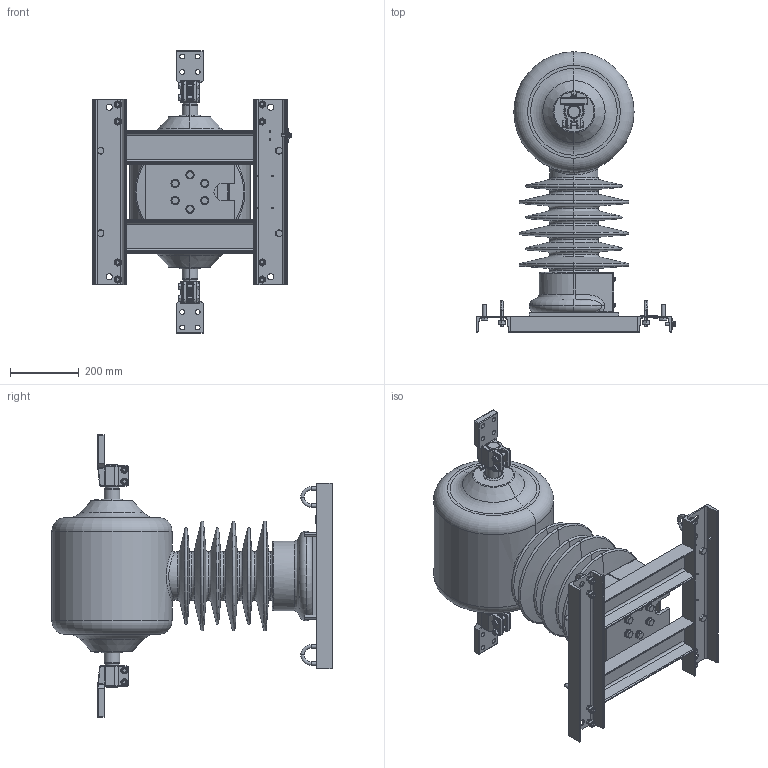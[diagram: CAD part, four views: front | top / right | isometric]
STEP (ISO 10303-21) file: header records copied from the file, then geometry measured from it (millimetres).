
FILE_DESCRIPTION (( 'STEP AP214' ), '1' );
FILE_NAME ('ﾒﾎﾋ-35 III-II-1(III-1; V-4-1; V-5-1) 褞跫. 2000-3000 ﾀ.STEP', '2022-08-04T04:41:38', ( '' ), ( '' ), 'SwSTEP 2.0', 'SolidWorks 2010', '' );
FILE_SCHEMA (( 'AUTOMOTIVE_DESIGN' ));
Length unit declared in the file: millimetre
Products named in the file (1): ﾒﾎﾋ-35 III-II-1(III-1; V-4-1; V-5-1) 褞跫. 2000-3000 ﾀ
Bounding box: 581.9 x 816 x 824 mm (x, y, z)
Volume: 54039352.7 mm3; surface area: 2623704.6 mm2
Topology: 91 solids, 91 shells, 1916 faces, 4484 edges, 2788 vertices
Faces by surface type: plane 773, cylinder 553, cone 350, torus 135, bspline 57, sphere 48
Entity records: 81674 total; most frequent: CARTESIAN_POINT 15645, DIRECTION 9454, ORIENTED_EDGE 8892, EDGE_CURVE 4446, AXIS2_PLACEMENT_3D 3692, VERTEX_POINT 2788, EDGE_LOOP 2172, VECTOR 2070
